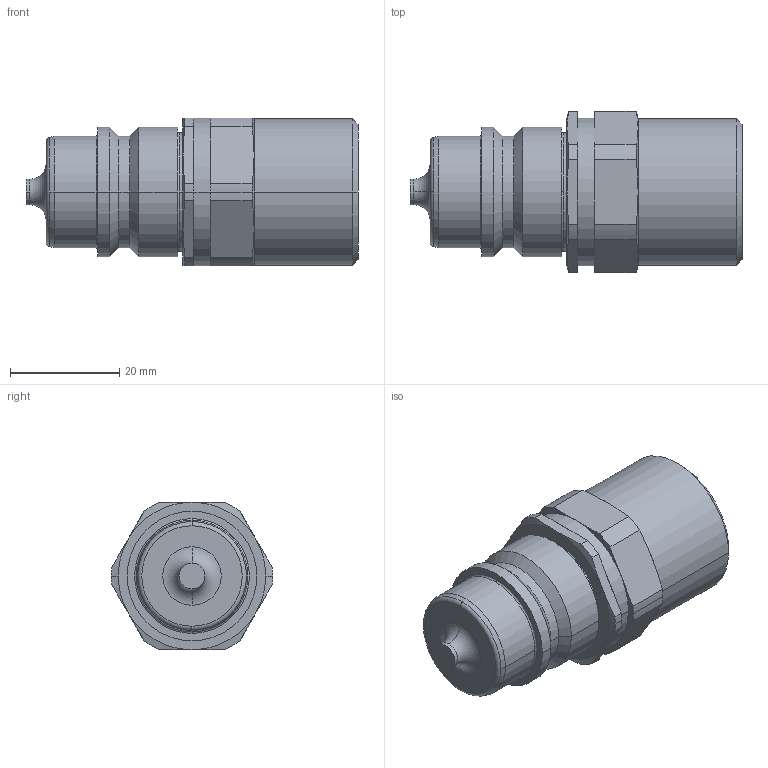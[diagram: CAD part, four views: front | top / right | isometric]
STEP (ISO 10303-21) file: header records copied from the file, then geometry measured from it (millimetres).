
FILE_DESCRIPTION( ( '' ), '1' );
FILE_NAME( '41221600.stp', '2012-08-14T12:04:02', ( '' ), ( '' ), ' ', ' ', ' ' );
FILE_SCHEMA( ( 'CONFIG_CONTROL_DESIGN' ) );
Length unit declared in the file: millimetre
Products named in the file (1): 1
Bounding box: 60.7 x 29.5 x 27 mm (x, y, z)
Volume: 24808.3 mm3; surface area: 6876.4 mm2
Topology: 1 solids, 1 shells, 104 faces, 246 edges, 150 vertices
Faces by surface type: cylinder 36, plane 32, cone 28, torus 8
Entity records: 3028 total; most frequent: DIRECTION 566, CARTESIAN_POINT 549, ORIENTED_EDGE 492, EDGE_CURVE 246, AXIS2_PLACEMENT_3D 239, VERTEX_POINT 150, CIRCLE 134, EDGE_LOOP 110
